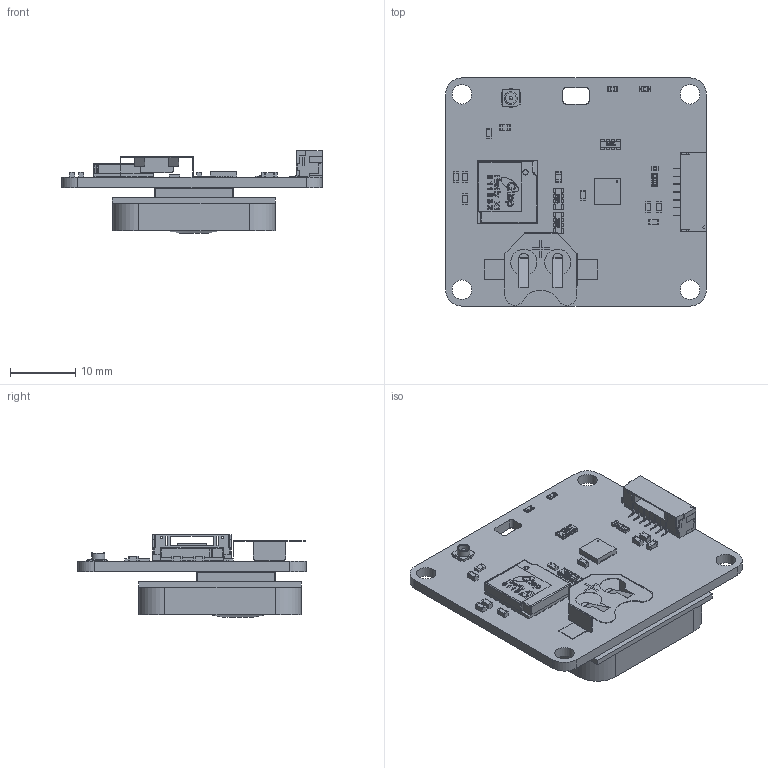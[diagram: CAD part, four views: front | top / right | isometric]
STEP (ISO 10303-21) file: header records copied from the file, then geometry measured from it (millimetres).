
FILE_DESCRIPTION(('FreeCAD Model'),'2;1');
FILE_NAME('gps-v2.1.step', '2020-04-30T14:46:21',('kicad StepUp'),('ksu MCAD'), 'Open CASCADE STEP processor 7.3','FreeCAD','Unknown');
FILE_SCHEMA(('AUTOMOTIVE_DESIGN { 1 0 10303 214 1 1 1 1 }'));
Length unit declared in the file: millimetre
Products named in the file (30): gps-v2.1; Board_Geoms; Local_CS; Pcb; Step_Models; Top; P101_BrickletConn_7pin_5874F493; R_4x0603; D102_Fusion_5809374E; U101_QFN-24_4x4mm_Pitch0.5mm_5806613C; RP101__5806D9E0; RP102__5806D9F0; D_0603_blue; C101_C_0603_5943B8CD; C102_C_0603_5943B8D6; C103_C_0603_5943B8DF; C104_C_0603_5943B8E8; C105_C_0603_5943B8F1; C106_C_0603_5943B8FA; C107_C_0603_5943B903; FB101_C_0603_5943B90C; R102_R_0603_5943B915; BT101_Battery_Retainer_58093CEE; U102_FireFly_X1_58066159; P104_U-FL_5806DF75; C1_C_0402_5CAAF6C5; RP2_Cut_5CAAF6D5; L101_R_0603_5CAAFCC3; Bot; REF_FT-GPS-001_594D0BBF
Assembly tree (29 placements, depth 4):
  gps-v2.1
    Board_Geoms
      Local_CS
      Pcb
    Step_Models
      Top
        P101_BrickletConn_7pin_5874F493
        R_4x0603
        D102_Fusion_5809374E
        U101_QFN-24_4x4mm_Pitch0.5mm_5806613C
        RP101__5806D9E0
        RP102__5806D9F0
        D_0603_blue
        C101_C_0603_5943B8CD
        C102_C_0603_5943B8D6
        C103_C_0603_5943B8DF
        C104_C_0603_5943B8E8
        C105_C_0603_5943B8F1
        C106_C_0603_5943B8FA
        C107_C_0603_5943B903
        FB101_C_0603_5943B90C
        R102_R_0603_5943B915
        BT101_Battery_Retainer_58093CEE
        U102_FireFly_X1_58066159
        P104_U-FL_5806DF75
        C1_C_0402_5CAAF6C5
        RP2_Cut_5CAAF6D5
        L101_R_0603_5CAAFCC3
      Bot
        REF_FT-GPS-001_594D0BBF
Bounding box: 40 x 35 x 12.65 mm (x, y, z)
Volume: 5656.4 mm3; surface area: 6507.5 mm2
Topology: 44 solids, 44 shells, 3821 faces, 10562 edges, 6972 vertices
Faces by surface type: plane 2577, bspline 623, cylinder 365, extrusion 253, torus 1, sphere 1, cone 1
Full cylindrical faces by diameter (mm): 0.24 x1, 0.5 x57, 0.8 x1, 1.68 x1, 1.98 x1, 3 x4
Entity records: 174346 total; most frequent: CARTESIAN_POINT 54858, ORIENTED_EDGE 21122, DIRECTION 15742, EDGE_CURVE 10561, VECTOR 8320, LINE 8067, VERTEX_POINT 6972, FACE_BOUND 4047
